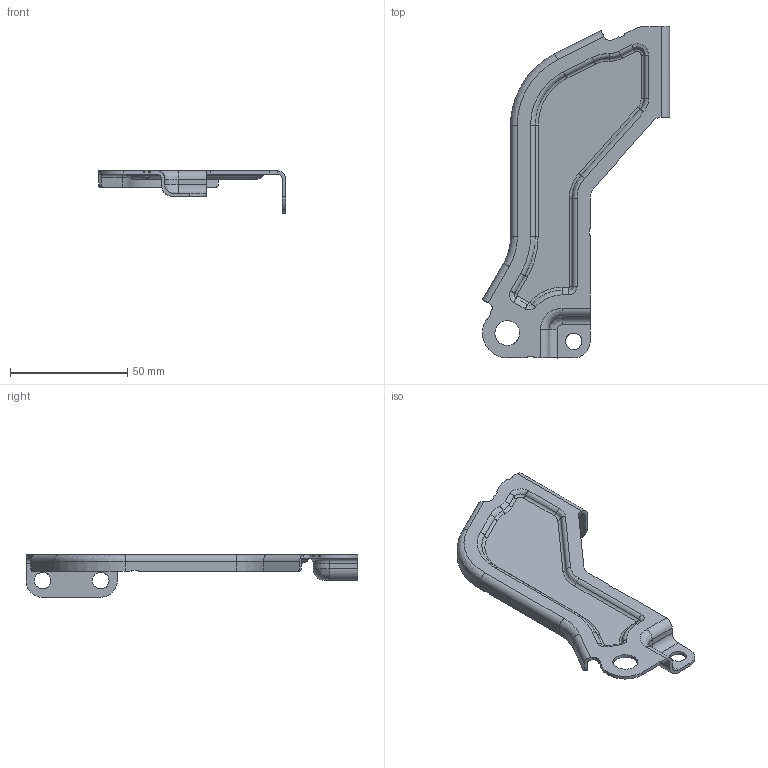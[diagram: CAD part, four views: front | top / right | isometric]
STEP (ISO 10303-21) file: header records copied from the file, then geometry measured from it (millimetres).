
FILE_DESCRIPTION(('FreeCAD Model'),'2;1');
FILE_NAME('Open CASCADE Shape Model','2025-05-04T20:52:29',('FreeCAD'),( 'FreeCAD'),'Open CASCADE STEP processor 7.6','FreeCAD','Unknown');
FILE_SCHEMA(('AUTOMOTIVE_DESIGN { 1 0 10303 214 1 1 1 1 }'));
Length unit declared in the file: millimetre
Products named in the file (1): Open CASCADE STEP translator 7.6 1
Bounding box: 79.8 x 141.6 x 18.12 mm (x, y, z)
Volume: 11105.1 mm3; surface area: 16446.4 mm2
Topology: 1 solids, 1 shells, 183 faces, 483 edges, 304 vertices
Faces by surface type: bspline 183
Entity records: 5442 total; most frequent: CARTESIAN_POINT 2848, ORIENTED_EDGE 966, EDGE_CURVE 483, VERTEX_POINT 304, B_SPLINE_CURVE_WITH_KNOTS 215, FACE_BOUND 193, EDGE_LOOP 193, ADVANCED_FACE 183
